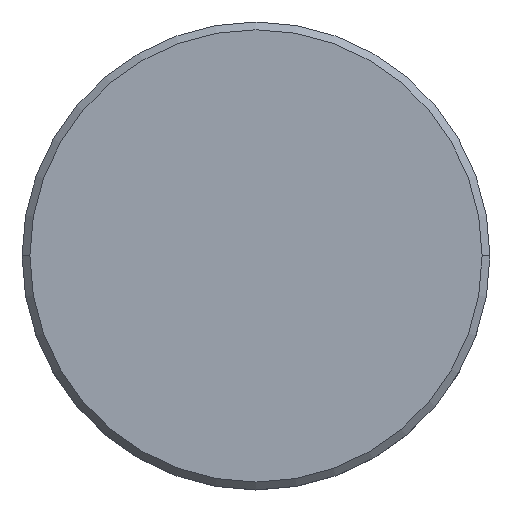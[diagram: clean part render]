
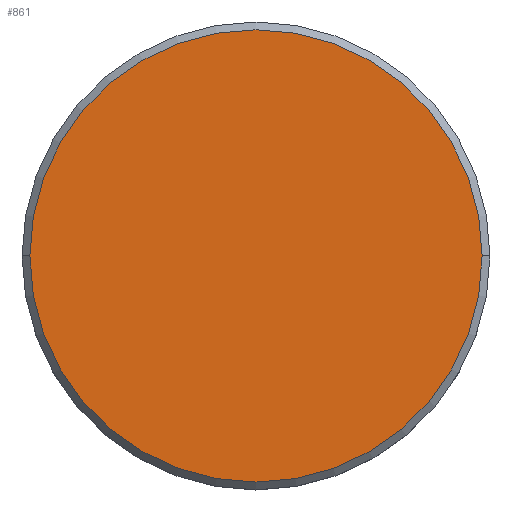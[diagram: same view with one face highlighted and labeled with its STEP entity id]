
A CAD part, top view. The second image highlights one B-rep face of the part: STEP entity #861.
In plain terms, the highlighted planar face has unit normal (0, 0, 1).
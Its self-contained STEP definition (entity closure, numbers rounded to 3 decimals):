
#150 = AXIS2_PLACEMENT_3D ( 'NONE', #282, #1044, #841 ) ;
#193 = CIRCLE ( 'NONE', #856, 14.5 ) ;
#282 = CARTESIAN_POINT ( 'NONE',  ( 0., 0., 0. ) ) ;
#304 = DIRECTION ( 'NONE',  ( 1., 0., 0. ) ) ;
#468 = FACE_OUTER_BOUND ( 'NONE', #1100, .T. ) ;
#508 = AXIS2_PLACEMENT_3D ( 'NONE', #754, #936, #304 ) ;
#656 = DIRECTION ( 'NONE',  ( 0., 0., 1. ) ) ;
#754 = CARTESIAN_POINT ( 'NONE',  ( 0., 0., 0. ) ) ;
#759 = PLANE ( 'NONE',  #150 ) ;
#782 = ORIENTED_EDGE ( 'NONE', *, *, #1156, .T. ) ;
#841 = DIRECTION ( 'NONE',  ( 1., 0., 0. ) ) ;
#856 = AXIS2_PLACEMENT_3D ( 'NONE', #1018, #656, #1176 ) ;
#861 = ADVANCED_FACE ( 'NONE', ( #468 ), #759, .T. ) ;
#891 = EDGE_CURVE ( 'NONE', #1003, #1096, #1076, .T. ) ;
#936 = DIRECTION ( 'NONE',  ( 0., 0., 1. ) ) ;
#954 = CARTESIAN_POINT ( 'NONE',  ( 14.5, 0., 0. ) ) ;
#1003 = VERTEX_POINT ( 'NONE', #954 ) ;
#1018 = CARTESIAN_POINT ( 'NONE',  ( 0., 0., 0. ) ) ;
#1044 = DIRECTION ( 'NONE',  ( 0., 0., 1. ) ) ;
#1076 = CIRCLE ( 'NONE', #508, 14.5 ) ;
#1081 = CARTESIAN_POINT ( 'NONE',  ( -14.5, 0., 0. ) ) ;
#1096 = VERTEX_POINT ( 'NONE', #1081 ) ;
#1100 = EDGE_LOOP ( 'NONE', ( #782, #1143 ) ) ;
#1143 = ORIENTED_EDGE ( 'NONE', *, *, #891, .T. ) ;
#1156 = EDGE_CURVE ( 'NONE', #1096, #1003, #193, .T. ) ;
#1176 = DIRECTION ( 'NONE',  ( 1., 0., 0. ) ) ;
